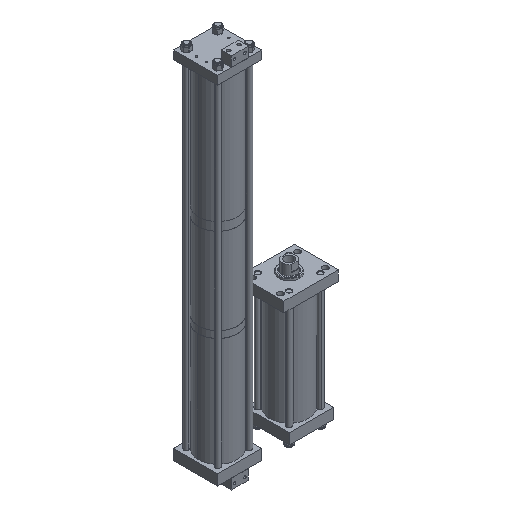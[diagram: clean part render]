
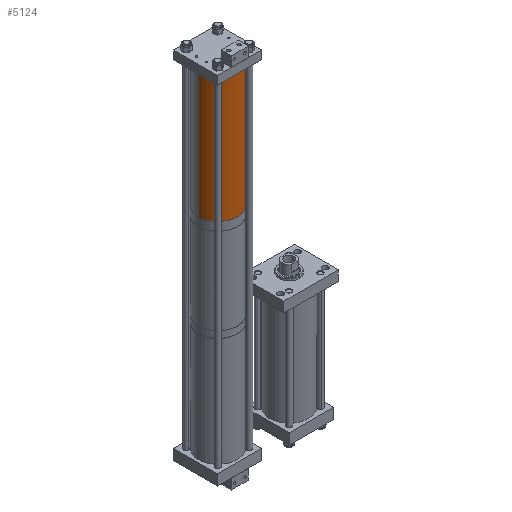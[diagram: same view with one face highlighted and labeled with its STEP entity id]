
A CAD part, isometric view. The second image highlights one B-rep face of the part: STEP entity #5124.
In plain terms, the highlighted cylindrical face has radius 73.025 mm (diameter 146.05 mm), a partial arc.
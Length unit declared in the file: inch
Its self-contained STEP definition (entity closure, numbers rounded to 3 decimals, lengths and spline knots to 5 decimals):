
#314 = CARTESIAN_POINT ( 'NONE',  ( 2.875, 0., 0. ) ) ;
#422 = AXIS2_PLACEMENT_3D ( 'NONE', #3871, #2492, #12394 ) ;
#593 = VERTEX_POINT ( 'NONE', #8463 ) ;
#1068 = DIRECTION ( 'NONE',  ( 0., 0., -1. ) ) ;
#1236 = CARTESIAN_POINT ( 'NONE',  ( 0., 0., 0. ) ) ;
#1517 = EDGE_CURVE ( 'NONE', #593, #4106, #7248, .T. ) ;
#1724 = VECTOR ( 'NONE', #1068, 39.37008 ) ;
#2473 = EDGE_CURVE ( 'NONE', #11771, #9267, #2842, .T. ) ;
#2492 = DIRECTION ( 'NONE',  ( 0., 0., -1. ) ) ;
#2842 = CIRCLE ( 'NONE', #8319, 2.875 ) ;
#3346 = EDGE_CURVE ( 'NONE', #9267, #4106, #7430, .T. ) ;
#3652 = CARTESIAN_POINT ( 'NONE',  ( 0., 0., 18.626 ) ) ;
#3871 = CARTESIAN_POINT ( 'NONE',  ( 0., 0., 18.626 ) ) ;
#3895 = ORIENTED_EDGE ( 'NONE', *, *, #2473, .F. ) ;
#4106 = VERTEX_POINT ( 'NONE', #314 ) ;
#4959 = ORIENTED_EDGE ( 'NONE', *, *, #11513, .T. ) ;
#5124 = ADVANCED_FACE ( 'NONE', ( #7973 ), #12273, .T. ) ;
#5698 = LINE ( 'NONE', #10730, #1724 ) ;
#6094 = DIRECTION ( 'NONE',  ( 0., 0., 1. ) ) ;
#6333 = CARTESIAN_POINT ( 'NONE',  ( 2.875, 0., 18.626 ) ) ;
#7248 = CIRCLE ( 'NONE', #11699, 2.875 ) ;
#7430 = LINE ( 'NONE', #10944, #9693 ) ;
#7973 = FACE_OUTER_BOUND ( 'NONE', #13190, .T. ) ;
#8319 = AXIS2_PLACEMENT_3D ( 'NONE', #3652, #6094, #11131 ) ;
#8463 = CARTESIAN_POINT ( 'NONE',  ( -2.875, 0., 0. ) ) ;
#9253 = DIRECTION ( 'NONE',  ( 1., 0., 0. ) ) ;
#9267 = VERTEX_POINT ( 'NONE', #6333 ) ;
#9693 = VECTOR ( 'NONE', #10060, 39.37008 ) ;
#10031 = ORIENTED_EDGE ( 'NONE', *, *, #3346, .F. ) ;
#10060 = DIRECTION ( 'NONE',  ( 0., 0., -1. ) ) ;
#10730 = CARTESIAN_POINT ( 'NONE',  ( -2.875, 0., 18.626 ) ) ;
#10944 = CARTESIAN_POINT ( 'NONE',  ( 2.875, 0., 18.626 ) ) ;
#11131 = DIRECTION ( 'NONE',  ( 1., 0., 0. ) ) ;
#11513 = EDGE_CURVE ( 'NONE', #11771, #593, #5698, .T. ) ;
#11699 = AXIS2_PLACEMENT_3D ( 'NONE', #1236, #15397, #9253 ) ;
#11771 = VERTEX_POINT ( 'NONE', #14351 ) ;
#12187 = ORIENTED_EDGE ( 'NONE', *, *, #1517, .T. ) ;
#12273 = CYLINDRICAL_SURFACE ( 'NONE', #422, 2.875 ) ;
#12394 = DIRECTION ( 'NONE',  ( -1., 0., 0. ) ) ;
#13190 = EDGE_LOOP ( 'NONE', ( #10031, #3895, #4959, #12187 ) ) ;
#14351 = CARTESIAN_POINT ( 'NONE',  ( -2.875, 0., 18.626 ) ) ;
#15397 = DIRECTION ( 'NONE',  ( 0., 0., 1. ) ) ;
